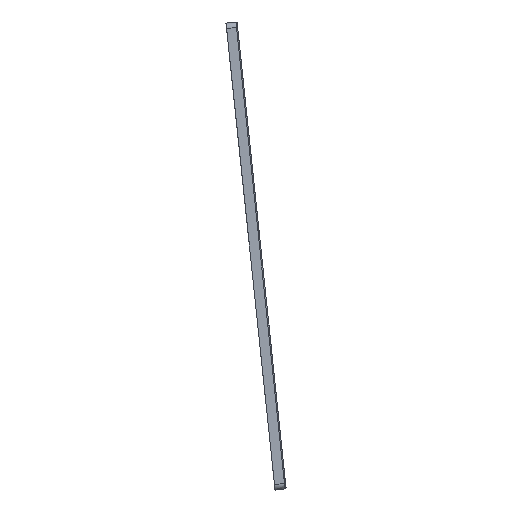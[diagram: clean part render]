
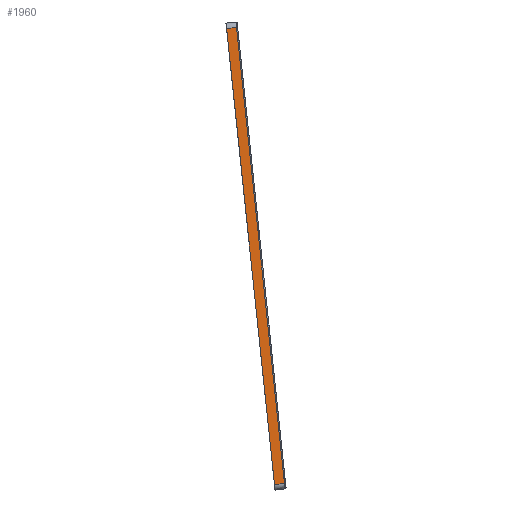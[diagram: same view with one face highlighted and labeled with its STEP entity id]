
A CAD part, left-side view. The second image highlights one B-rep face of the part: STEP entity #1960.
In plain terms, the highlighted planar face has unit normal (-1, 0, 0).
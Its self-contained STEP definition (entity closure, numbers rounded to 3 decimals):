
#125=PLANE('',#2066);
#223=FACE_OUTER_BOUND('',#340,.T.);
#340=EDGE_LOOP('',(#1757,#1758,#1759,#1760));
#504=LINE('',#3439,#681);
#519=LINE('',#3493,#696);
#520=LINE('',#3496,#697);
#521=LINE('',#3497,#698);
#681=VECTOR('',#2345,10.);
#696=VECTOR('',#2408,10.);
#697=VECTOR('',#2411,10.);
#698=VECTOR('',#2412,10.);
#946=VERTEX_POINT('',#3433);
#947=VERTEX_POINT('',#3437);
#962=VERTEX_POINT('',#3491);
#963=VERTEX_POINT('',#3495);
#1207=EDGE_CURVE('',#946,#947,#504,.T.);
#1234=EDGE_CURVE('',#962,#946,#519,.T.);
#1235=EDGE_CURVE('',#962,#963,#520,.F.);
#1236=EDGE_CURVE('',#947,#963,#521,.T.);
#1757=ORIENTED_EDGE('',*,*,#1207,.F.);
#1758=ORIENTED_EDGE('',*,*,#1234,.F.);
#1759=ORIENTED_EDGE('',*,*,#1235,.T.);
#1760=ORIENTED_EDGE('',*,*,#1236,.F.);
#1960=ADVANCED_FACE('',(#223),#125,.T.);
#2066=AXIS2_PLACEMENT_3D('',#3494,#2409,#2410);
#2345=DIRECTION('',(0.,-0.105,-0.995));
#2408=DIRECTION('',(0.,-0.995,0.105));
#2409=DIRECTION('center_axis',(-1.,0.,0.));
#2410=DIRECTION('ref_axis',(0.,-0.105,-0.995));
#2411=DIRECTION('',(0.,0.105,0.995));
#2412=DIRECTION('',(0.,0.995,-0.105));
#3433=CARTESIAN_POINT('',(-140.646,-1.014,43.543));
#3437=CARTESIAN_POINT('',(-140.646,-9.644,-38.568));
#3439=CARTESIAN_POINT('',(-140.646,-0.533,48.117));
#3491=CARTESIAN_POINT('',(-140.646,0.777,43.354));
#3493=CARTESIAN_POINT('',(-140.646,0.777,43.354));
#3494=CARTESIAN_POINT('Origin',(-140.646,1.205,47.432));
#3495=CARTESIAN_POINT('',(-140.646,-7.854,-38.756));
#3496=CARTESIAN_POINT('',(-140.646,1.257,47.929));
#3497=CARTESIAN_POINT('',(-140.646,-7.854,-38.756));
